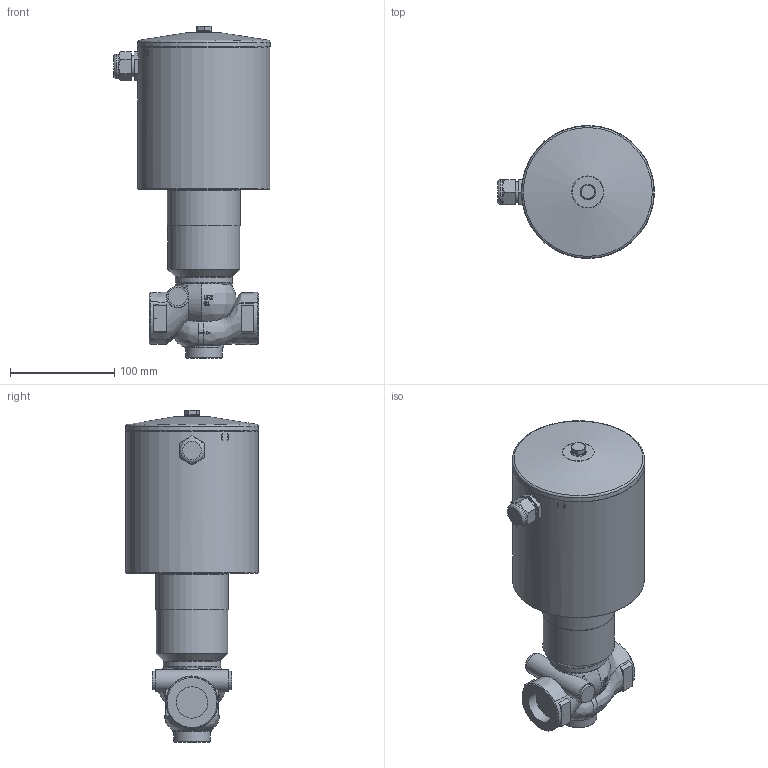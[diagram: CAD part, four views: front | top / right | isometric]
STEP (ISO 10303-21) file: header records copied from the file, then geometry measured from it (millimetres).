
FILE_DESCRIPTION(/* description */ (''),/* implementation_level */ '2;1');
FILE_NAME(/* name */ '112.020.844.stp',/* time_stamp */ '2018-06-06T11:25:01+02:00',/* author */ ('rm'),/* organization */ (''),/* preprocessor_version */ 'ST-DEVELOPER v16.1',/* originating_system */ 'Autodesk Inventor 2016',/* authorisation */ '');
FILE_SCHEMA (('AUTOMOTIVE_DESIGN { 1 0 10303 214 3 1 1 }'));
Length unit declared in the file: centimetre
Products named in the file (1): 112.020.844
Bounding box: 150.69 x 127.97 x 318.8 mm (x, y, z)
Volume: 2454552.9 mm3; surface area: 133135.3 mm2
Topology: 1 solids, 1 shells, 417 faces, 1109 edges, 731 vertices
Faces by surface type: plane 228, bspline 142, cylinder 25, cone 15, torus 7
Full cylindrical faces by diameter (mm): 11.63 x1, 18 x2, 20 x1, 21 x1, 23.713 x1, 30.29 x2, 35 x1, 38 x1, 52 x1, 55 x1, 69 x1, 70 x1, 127 x1
Entity records: 16891 total; most frequent: CARTESIAN_POINT 7537, ORIENTED_EDGE 2142, DIRECTION 1251, EDGE_CURVE 1071, VERTEX_POINT 725, B_SPLINE_CURVE_WITH_KNOTS 533, EDGE_LOOP 486, AXIS2_PLACEMENT_3D 453
